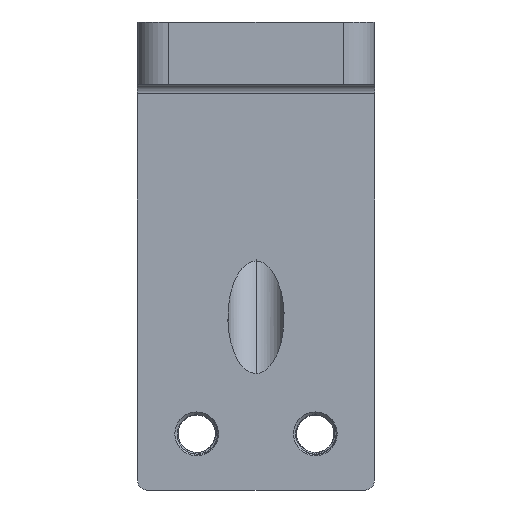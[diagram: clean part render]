
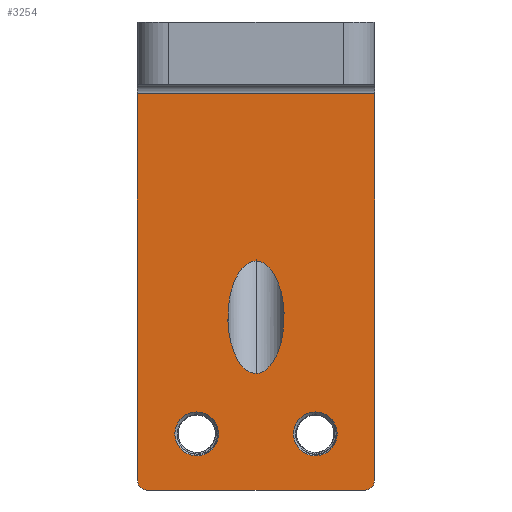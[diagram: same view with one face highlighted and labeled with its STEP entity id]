
A CAD part, front view. The second image highlights one B-rep face of the part: STEP entity #3254.
In plain terms, the highlighted planar face has unit normal (0, -1, 0).
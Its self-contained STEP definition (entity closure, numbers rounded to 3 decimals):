
#294 = CARTESIAN_POINT ( 'NONE',  ( 19., 30., -125. ) ) ;
#378 = AXIS2_PLACEMENT_3D ( 'NONE', #12161, #1722, #13910 ) ;
#384 = EDGE_CURVE ( 'NONE', #13870, #14783, #8790, .T. ) ;
#685 = CARTESIAN_POINT ( 'NONE',  ( 18., 30., -112.641 ) ) ;
#1191 = ORIENTED_EDGE ( 'NONE', *, *, #384, .T. ) ;
#1373 = ORIENTED_EDGE ( 'NONE', *, *, #11461, .T. ) ;
#1606 = DIRECTION ( 'NONE',  ( 0., 0., -1. ) ) ;
#1722 = DIRECTION ( 'NONE',  ( 0., 1., 0. ) ) ;
#2123 = CARTESIAN_POINT ( 'NONE',  ( 0., 30., -112.641 ) ) ;
#2298 = EDGE_CURVE ( 'NONE', #7333, #21638, #14974, .T. ) ;
#2555 = VERTEX_POINT ( 'NONE', #21717 ) ;
#2750 = CIRCLE ( 'NONE', #378, 7. ) ;
#2752 = EDGE_LOOP ( 'NONE', ( #5012, #1373, #18884, #1191, #11989, #4187 ) ) ;
#2840 = CARTESIAN_POINT ( 'NONE',  ( 19., 30., -132. ) ) ;
#3155 = ORIENTED_EDGE ( 'NONE', *, *, #16778, .T. ) ;
#3254 = ADVANCED_FACE ( 'NONE', ( #3691, #21716, #8316, #8863 ), #4349, .F. ) ;
#3348 = CARTESIAN_POINT ( 'NONE',  ( 38., 30., -20. ) ) ;
#3608 = AXIS2_PLACEMENT_3D ( 'NONE', #2840, #15017, #4591 ) ;
#3691 = FACE_BOUND ( 'NONE', #10416, .T. ) ;
#4187 = ORIENTED_EDGE ( 'NONE', *, *, #16682, .T. ) ;
#4312 = DIRECTION ( 'NONE',  ( -1., 0., 0. ) ) ;
#4343 = LINE ( 'NONE', #3348, #8411 ) ;
#4349 = PLANE ( 'NONE',  #12717 ) ;
#4367 = DIRECTION ( 'NONE',  ( 0., -1., 0. ) ) ;
#4591 = DIRECTION ( 'NONE',  ( 0., 0., 1. ) ) ;
#4757 = VERTEX_POINT ( 'NONE', #21962 ) ;
#4764 = EDGE_CURVE ( 'NONE', #8761, #13870, #9928, .T. ) ;
#5012 = ORIENTED_EDGE ( 'NONE', *, *, #19737, .F. ) ;
#5028 = CARTESIAN_POINT ( 'NONE',  ( -35., 30., -150. ) ) ;
#5062 = AXIS2_PLACEMENT_3D ( 'NONE', #8872, #21095, #10615 ) ;
#5113 = AXIS2_PLACEMENT_3D ( 'NONE', #6789, #4367, #5670 ) ;
#5282 = VERTEX_POINT ( 'NONE', #7231 ) ;
#5670 = DIRECTION ( 'NONE',  ( 0., 0., 1. ) ) ;
#5782 = VECTOR ( 'NONE', #15608, 1000. ) ;
#6069 = VERTEX_POINT ( 'NONE', #18940 ) ;
#6284 = CARTESIAN_POINT ( 'NONE',  ( -19., 30., -132. ) ) ;
#6292 = CIRCLE ( 'NONE', #5062, 7. ) ;
#6324 = DIRECTION ( 'NONE',  ( 0., 0., -1. ) ) ;
#6789 = CARTESIAN_POINT ( 'NONE',  ( -35., 30., -147. ) ) ;
#6939 = CARTESIAN_POINT ( 'NONE',  ( 38., 30., -147. ) ) ;
#7006 = EDGE_CURVE ( 'NONE', #16658, #2555, #14824, .T. ) ;
#7171 = ORIENTED_EDGE ( 'NONE', *, *, #7006, .T. ) ;
#7231 = CARTESIAN_POINT ( 'NONE',  ( 38., 30., -23. ) ) ;
#7333 = VERTEX_POINT ( 'NONE', #20228 ) ;
#7598 = CARTESIAN_POINT ( 'NONE',  ( 18., 30., -76.641 ) ) ;
#7848 = DIRECTION ( 'NONE',  ( 0., 1., 0. ) ) ;
#7884 = ORIENTED_EDGE ( 'NONE', *, *, #17623, .T. ) ;
#8029 = DIRECTION ( 'NONE',  ( 0., 0., 1. ) ) ;
#8316 = FACE_BOUND ( 'NONE', #14450, .T. ) ;
#8411 = VECTOR ( 'NONE', #1606, 1000. ) ;
#8761 = VERTEX_POINT ( 'NONE', #22462 ) ;
#8790 = CIRCLE ( 'NONE', #5113, 3. ) ;
#8863 = FACE_OUTER_BOUND ( 'NONE', #2752, .T. ) ;
#8872 = CARTESIAN_POINT ( 'NONE',  ( -19., 30., -132. ) ) ;
#9122 = CARTESIAN_POINT ( 'NONE',  ( 35., 30., -147. ) ) ;
#9312 = AXIS2_PLACEMENT_3D ( 'NONE', #6284, #18494, #8029 ) ;
#9592 = EDGE_LOOP ( 'NONE', ( #7884, #21294 ) ) ;
#9928 = LINE ( 'NONE', #16764, #14040 ) ;
#10387 = LINE ( 'NONE', #13798, #5782 ) ;
#10416 = EDGE_LOOP ( 'NONE', ( #10845, #7171 ) ) ;
#10615 = DIRECTION ( 'NONE',  ( 0., 0., 1. ) ) ;
#10779 = CARTESIAN_POINT ( 'NONE',  ( -18., 30., -76.641 ) ) ;
#10845 = ORIENTED_EDGE ( 'NONE', *, *, #13713, .T. ) ;
#10866 = DIRECTION ( 'NONE',  ( 0., 0., 1. ) ) ;
#11461 = EDGE_CURVE ( 'NONE', #5282, #8761, #10387, .T. ) ;
#11989 = ORIENTED_EDGE ( 'NONE', *, *, #17483, .F. ) ;
#12161 = CARTESIAN_POINT ( 'NONE',  ( 19., 30., -132. ) ) ;
#12562 = CARTESIAN_POINT ( 'NONE',  ( -18., 30., -112.641 ) ) ;
#12717 = AXIS2_PLACEMENT_3D ( 'NONE', #18311, #7848, #20057 ) ;
#12877 = CARTESIAN_POINT ( 'NONE',  ( 0., 30., -112.641 ) ) ;
#13341 = LINE ( 'NONE', #18279, #22073 ) ;
#13377 = ORIENTED_EDGE ( 'NONE', *, *, #2298, .T. ) ;
#13443 = VERTEX_POINT ( 'NONE', #6939 ) ;
#13587 = CARTESIAN_POINT ( 'NONE',  ( -19., 30., -125. ) ) ;
#13627 = CIRCLE ( 'NONE', #21170, 3. ) ;
#13713 = EDGE_CURVE ( 'NONE', #2555, #16658, #2750, .T. ) ;
#13798 = CARTESIAN_POINT ( 'NONE',  ( -38., 30., -23. ) ) ;
#13809 = EDGE_CURVE ( 'NONE', #21086, #4757, #6292, .T. ) ;
#13870 = VERTEX_POINT ( 'NONE', #19339 ) ;
#13910 = DIRECTION ( 'NONE',  ( 0., 0., 1. ) ) ;
#14040 = VECTOR ( 'NONE', #6324, 1000. ) ;
#14312 = CARTESIAN_POINT ( 'NONE',  ( 0., 30., -76.641 ) ) ;
#14450 = EDGE_LOOP ( 'NONE', ( #3155, #13377 ) ) ;
#14783 = VERTEX_POINT ( 'NONE', #5028 ) ;
#14824 = CIRCLE ( 'NONE', #3608, 7. ) ;
#14974 =( BOUNDED_CURVE ( )  B_SPLINE_CURVE ( 3, ( #2123, #12562, #10779, #14312 ),
 .UNSPECIFIED., .F., .F. ) 
 B_SPLINE_CURVE_WITH_KNOTS ( ( 4, 4 ),
 ( 3.142, 6.283 ),
 .UNSPECIFIED. ) 
 CURVE ( )  GEOMETRIC_REPRESENTATION_ITEM ( )  RATIONAL_B_SPLINE_CURVE ( ( 1., 0.333, 0.333, 1. ) ) 
 REPRESENTATION_ITEM ( '' )  );
#15017 = DIRECTION ( 'NONE',  ( 0., 1., 0. ) ) ;
#15608 = DIRECTION ( 'NONE',  ( -1., 0., 0. ) ) ;
#16658 = VERTEX_POINT ( 'NONE', #294 ) ;
#16682 = EDGE_CURVE ( 'NONE', #6069, #13443, #13627, .T. ) ;
#16764 = CARTESIAN_POINT ( 'NONE',  ( -38., 30., -20. ) ) ;
#16778 = EDGE_CURVE ( 'NONE', #21638, #7333, #20570, .T. ) ;
#17426 = CIRCLE ( 'NONE', #9312, 7. ) ;
#17483 = EDGE_CURVE ( 'NONE', #6069, #14783, #13341, .T. ) ;
#17623 = EDGE_CURVE ( 'NONE', #4757, #21086, #17426, .T. ) ;
#18108 = CARTESIAN_POINT ( 'NONE',  ( 0., 30., -76.641 ) ) ;
#18279 = CARTESIAN_POINT ( 'NONE',  ( 38., 30., -150. ) ) ;
#18311 = CARTESIAN_POINT ( 'NONE',  ( 38., 30., -20. ) ) ;
#18494 = DIRECTION ( 'NONE',  ( 0., 1., 0. ) ) ;
#18884 = ORIENTED_EDGE ( 'NONE', *, *, #4764, .T. ) ;
#18940 = CARTESIAN_POINT ( 'NONE',  ( 35., 30., -150. ) ) ;
#19339 = CARTESIAN_POINT ( 'NONE',  ( -38., 30., -147. ) ) ;
#19737 = EDGE_CURVE ( 'NONE', #5282, #13443, #4343, .T. ) ;
#19807 = CARTESIAN_POINT ( 'NONE',  ( 0., 30., -76.641 ) ) ;
#20057 = DIRECTION ( 'NONE',  ( 0., 0., 1. ) ) ;
#20228 = CARTESIAN_POINT ( 'NONE',  ( 0., 30., -112.641 ) ) ;
#20570 =( BOUNDED_CURVE ( )  B_SPLINE_CURVE ( 3, ( #19807, #7598, #685, #12877 ),
 .UNSPECIFIED., .F., .F. ) 
 B_SPLINE_CURVE_WITH_KNOTS ( ( 4, 4 ),
 ( 0., 3.142 ),
 .UNSPECIFIED. ) 
 CURVE ( )  GEOMETRIC_REPRESENTATION_ITEM ( )  RATIONAL_B_SPLINE_CURVE ( ( 1., 0.333, 0.333, 1. ) ) 
 REPRESENTATION_ITEM ( '' )  );
#21086 = VERTEX_POINT ( 'NONE', #13587 ) ;
#21095 = DIRECTION ( 'NONE',  ( 0., 1., 0. ) ) ;
#21170 = AXIS2_PLACEMENT_3D ( 'NONE', #9122, #21343, #10866 ) ;
#21294 = ORIENTED_EDGE ( 'NONE', *, *, #13809, .T. ) ;
#21343 = DIRECTION ( 'NONE',  ( 0., -1., 0. ) ) ;
#21638 = VERTEX_POINT ( 'NONE', #18108 ) ;
#21716 = FACE_BOUND ( 'NONE', #9592, .T. ) ;
#21717 = CARTESIAN_POINT ( 'NONE',  ( 19., 30., -139. ) ) ;
#21962 = CARTESIAN_POINT ( 'NONE',  ( -19., 30., -139. ) ) ;
#22073 = VECTOR ( 'NONE', #4312, 1000. ) ;
#22462 = CARTESIAN_POINT ( 'NONE',  ( -38., 30., -23. ) ) ;
